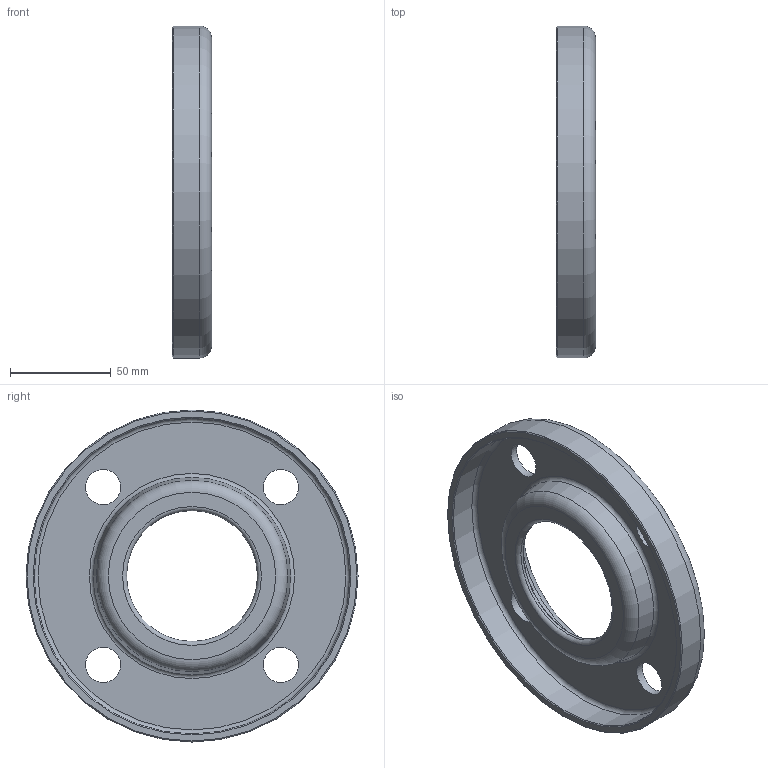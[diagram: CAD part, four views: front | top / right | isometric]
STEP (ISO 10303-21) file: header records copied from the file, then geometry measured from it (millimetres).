
FILE_DESCRIPTION (( 'STEP AP214' ), '1' );
FILE_NAME ('LF-060-GPR-1 Los Flansch Blech heco.STEP', '2015-05-11T14:21:51', ( 'test' ), ( '' ), 'SwSTEP 2.0', 'SolidWorks 2011', '' );
FILE_SCHEMA (( 'AUTOMOTIVE_DESIGN' ));
Length unit declared in the file: millimetre
Products named in the file (1): LF-060-GPR-1 Los Flansch Blech heco
Bounding box: 19.5 x 165 x 165 mm (x, y, z)
Volume: 108467.5 mm3; surface area: 57704.5 mm2
Topology: 1 solids, 1 shells, 202 faces, 515 edges, 341 vertices
Faces by surface type: plane 101, bspline 82, cylinder 7, torus 7, cone 5
Full cylindrical faces by diameter (mm): 17.5 x4, 65 x1, 157 x1, 165 x1
Entity records: 13053 total; most frequent: CARTESIAN_POINT 6516, ORIENTED_EDGE 986, DIRECTION 599, EDGE_CURVE 493, VERTEX_POINT 338, LINE 301, VECTOR 301, EDGE_LOOP 257
